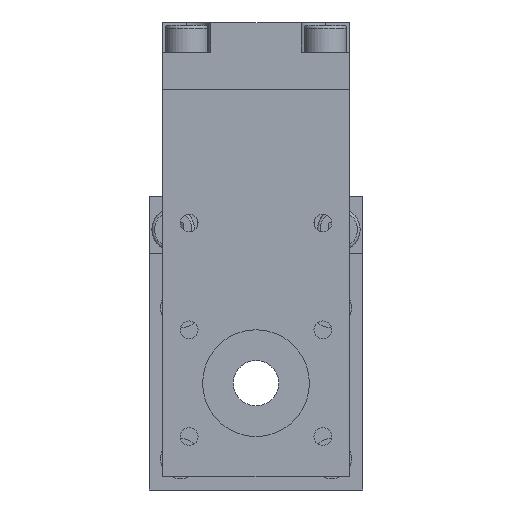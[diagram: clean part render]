
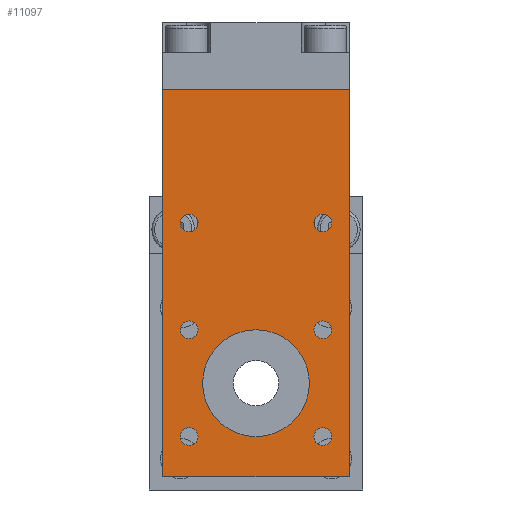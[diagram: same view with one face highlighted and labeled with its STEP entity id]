
A CAD part, left-side view. The second image highlights one B-rep face of the part: STEP entity #11097.
In plain terms, the highlighted face is planar.
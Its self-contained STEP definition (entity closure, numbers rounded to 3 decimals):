
#805=LINE('',#16302,#1710);
#809=LINE('',#16310,#1714);
#812=LINE('',#16316,#1717);
#815=LINE('',#16321,#1720);
#1710=VECTOR('',#13088,70.);
#1714=VECTOR('',#13094,145.);
#1717=VECTOR('',#13099,70.);
#1720=VECTOR('',#13104,145.);
#2604=PLANE('',#11810);
#3100=FACE_BOUND('',#4121,.T.);
#3101=FACE_BOUND('',#4122,.T.);
#3102=FACE_BOUND('',#4123,.T.);
#3103=FACE_BOUND('',#4124,.T.);
#3104=FACE_BOUND('',#4125,.T.);
#3105=FACE_BOUND('',#4126,.T.);
#3106=FACE_BOUND('',#4127,.T.);
#3419=FACE_OUTER_BOUND('',#4120,.T.);
#4120=EDGE_LOOP('',(#8081,#8082,#8083,#8084));
#4121=EDGE_LOOP('',(#8085));
#4122=EDGE_LOOP('',(#8086));
#4123=EDGE_LOOP('',(#8087));
#4124=EDGE_LOOP('',(#8088));
#4125=EDGE_LOOP('',(#8089));
#4126=EDGE_LOOP('',(#8090));
#4127=EDGE_LOOP('',(#8091));
#4971=CIRCLE('',#11783,3.324);
#4973=CIRCLE('',#11786,3.324);
#4975=CIRCLE('',#11789,3.324);
#4977=CIRCLE('',#11792,3.324);
#4979=CIRCLE('',#11795,3.324);
#4981=CIRCLE('',#11798,3.324);
#4984=CIRCLE('',#11803,20.);
#5406=VERTEX_POINT('',#16261);
#5408=VERTEX_POINT('',#16266);
#5410=VERTEX_POINT('',#16271);
#5412=VERTEX_POINT('',#16276);
#5414=VERTEX_POINT('',#16281);
#5416=VERTEX_POINT('',#16286);
#5419=VERTEX_POINT('',#16294);
#5421=VERTEX_POINT('',#16300);
#5422=VERTEX_POINT('',#16301);
#5425=VERTEX_POINT('',#16309);
#5427=VERTEX_POINT('',#16315);
#6483=EDGE_CURVE('',#5406,#5406,#4971,.T.);
#6485=EDGE_CURVE('',#5408,#5408,#4973,.T.);
#6487=EDGE_CURVE('',#5410,#5410,#4975,.T.);
#6489=EDGE_CURVE('',#5412,#5412,#4977,.T.);
#6491=EDGE_CURVE('',#5414,#5414,#4979,.T.);
#6493=EDGE_CURVE('',#5416,#5416,#4981,.T.);
#6496=EDGE_CURVE('',#5419,#5419,#4984,.T.);
#6498=EDGE_CURVE('',#5421,#5422,#805,.T.);
#6502=EDGE_CURVE('',#5422,#5425,#809,.T.);
#6505=EDGE_CURVE('',#5425,#5427,#812,.T.);
#6508=EDGE_CURVE('',#5427,#5421,#815,.T.);
#8081=ORIENTED_EDGE('',*,*,#6498,.F.);
#8082=ORIENTED_EDGE('',*,*,#6508,.F.);
#8083=ORIENTED_EDGE('',*,*,#6505,.F.);
#8084=ORIENTED_EDGE('',*,*,#6502,.F.);
#8085=ORIENTED_EDGE('',*,*,#6483,.T.);
#8086=ORIENTED_EDGE('',*,*,#6485,.T.);
#8087=ORIENTED_EDGE('',*,*,#6487,.T.);
#8088=ORIENTED_EDGE('',*,*,#6489,.T.);
#8089=ORIENTED_EDGE('',*,*,#6491,.T.);
#8090=ORIENTED_EDGE('',*,*,#6493,.T.);
#8091=ORIENTED_EDGE('',*,*,#6496,.T.);
#11097=ADVANCED_FACE('',(#3419,#3100,#3101,#3102,#3103,#3104,#3105,#3106),
#2604,.T.);
#11783=AXIS2_PLACEMENT_3D('',#16262,#13040,#13041);
#11786=AXIS2_PLACEMENT_3D('',#16267,#13046,#13047);
#11789=AXIS2_PLACEMENT_3D('',#16272,#13052,#13053);
#11792=AXIS2_PLACEMENT_3D('',#16277,#13058,#13059);
#11795=AXIS2_PLACEMENT_3D('',#16282,#13064,#13065);
#11798=AXIS2_PLACEMENT_3D('',#16287,#13070,#13071);
#11803=AXIS2_PLACEMENT_3D('',#16295,#13080,#13081);
#11810=AXIS2_PLACEMENT_3D('',#16323,#13106,#13107);
#13040=DIRECTION('center_axis',(0.,0.,-1.));
#13041=DIRECTION('ref_axis',(1.,0.,0.));
#13046=DIRECTION('center_axis',(0.,0.,-1.));
#13047=DIRECTION('ref_axis',(1.,0.,0.));
#13052=DIRECTION('center_axis',(0.,0.,-1.));
#13053=DIRECTION('ref_axis',(1.,0.,0.));
#13058=DIRECTION('center_axis',(0.,0.,-1.));
#13059=DIRECTION('ref_axis',(1.,0.,0.));
#13064=DIRECTION('center_axis',(0.,0.,-1.));
#13065=DIRECTION('ref_axis',(1.,0.,0.));
#13070=DIRECTION('center_axis',(0.,0.,-1.));
#13071=DIRECTION('ref_axis',(1.,0.,0.));
#13080=DIRECTION('center_axis',(0.,0.,-1.));
#13081=DIRECTION('ref_axis',(1.,0.,0.));
#13088=DIRECTION('',(0.,-1.,0.));
#13094=DIRECTION('',(-1.,0.,0.));
#13099=DIRECTION('',(0.,1.,0.));
#13104=DIRECTION('',(1.,0.,0.));
#13106=DIRECTION('center_axis',(0.,0.,1.));
#13107=DIRECTION('ref_axis',(1.,0.,0.));
#16261=CARTESIAN_POINT('',(66.898,-45.824,25.));
#16262=CARTESIAN_POINT('Origin',(63.575,-45.824,25.));
#16266=CARTESIAN_POINT('',(26.898,4.176,25.));
#16267=CARTESIAN_POINT('Origin',(23.575,4.176,25.));
#16271=CARTESIAN_POINT('',(106.898,4.176,25.));
#16272=CARTESIAN_POINT('Origin',(103.575,4.176,25.));
#16276=CARTESIAN_POINT('',(66.898,4.176,25.));
#16277=CARTESIAN_POINT('Origin',(63.575,4.176,25.));
#16281=CARTESIAN_POINT('',(26.898,-45.824,25.));
#16282=CARTESIAN_POINT('Origin',(23.575,-45.824,25.));
#16286=CARTESIAN_POINT('',(106.898,-45.824,25.));
#16287=CARTESIAN_POINT('Origin',(103.575,-45.824,25.));
#16294=CARTESIAN_POINT('',(103.575,-20.824,25.));
#16295=CARTESIAN_POINT('Origin',(83.575,-20.824,25.));
#16300=CARTESIAN_POINT('',(118.575,14.176,25.));
#16301=CARTESIAN_POINT('',(118.575,-55.824,25.));
#16302=CARTESIAN_POINT('',(118.575,14.176,25.));
#16309=CARTESIAN_POINT('',(-26.425,-55.824,25.));
#16310=CARTESIAN_POINT('',(118.575,-55.824,25.));
#16315=CARTESIAN_POINT('',(-26.425,14.176,25.));
#16316=CARTESIAN_POINT('',(-26.425,-55.824,25.));
#16321=CARTESIAN_POINT('',(-26.425,14.176,25.));
#16323=CARTESIAN_POINT('Origin',(46.075,-20.824,25.));
